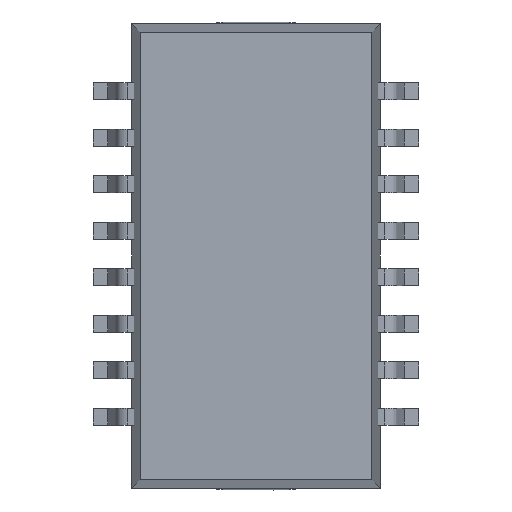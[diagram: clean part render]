
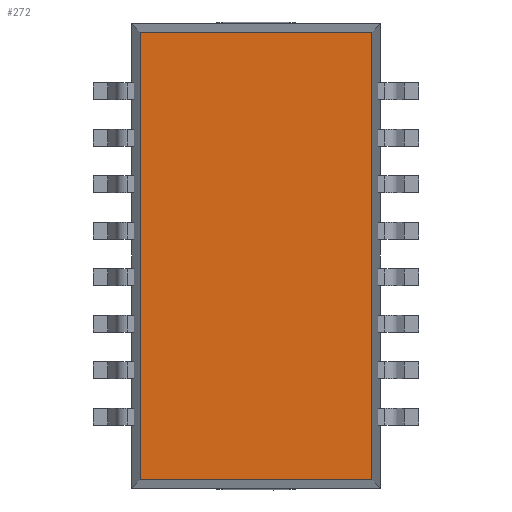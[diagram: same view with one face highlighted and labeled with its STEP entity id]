
A CAD part, front view. The second image highlights one B-rep face of the part: STEP entity #272.
In plain terms, the highlighted planar face has unit normal (0, -1, 0).
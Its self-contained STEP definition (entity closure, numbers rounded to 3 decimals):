
#92 = LINE ( 'NONE', #1084, #192 ) ;
#98 = CARTESIAN_POINT ( 'NONE',  ( -3.164, -4.5, -6.114 ) ) ;
#149 = LINE ( 'NONE', #1313, #1557 ) ;
#165 = DIRECTION ( 'NONE',  ( -1., 0., 0. ) ) ;
#192 = VECTOR ( 'NONE', #1214, 1000. ) ;
#233 = DIRECTION ( 'NONE',  ( 0., 0., 1. ) ) ;
#259 = EDGE_CURVE ( 'NONE', #1307, #1387, #538, .T. ) ;
#272 = ADVANCED_FACE ( 'NONE', ( #492 ), #1045, .F. ) ;
#436 = VERTEX_POINT ( 'NONE', #98 ) ;
#443 = EDGE_CURVE ( 'NONE', #436, #1307, #92, .T. ) ;
#472 = EDGE_CURVE ( 'NONE', #1387, #1610, #1643, .T. ) ;
#490 = DIRECTION ( 'NONE',  ( 1., 0., 0. ) ) ;
#492 = FACE_OUTER_BOUND ( 'NONE', #1680, .T. ) ;
#505 = VECTOR ( 'NONE', #490, 1000. ) ;
#538 = LINE ( 'NONE', #1039, #505 ) ;
#629 = DIRECTION ( 'NONE',  ( 0., 1., 0. ) ) ;
#668 = CARTESIAN_POINT ( 'NONE',  ( 3.164, -4.5, 0. ) ) ;
#763 = ORIENTED_EDGE ( 'NONE', *, *, #472, .F. ) ;
#897 = ORIENTED_EDGE ( 'NONE', *, *, #1615, .F. ) ;
#950 = DIRECTION ( 'NONE',  ( 0., 0., -1. ) ) ;
#1039 = CARTESIAN_POINT ( 'NONE',  ( 0., -4.5, 6.114 ) ) ;
#1045 = PLANE ( 'NONE',  #1315 ) ;
#1061 = CARTESIAN_POINT ( 'NONE',  ( 3.164, -4.5, -6.114 ) ) ;
#1084 = CARTESIAN_POINT ( 'NONE',  ( -3.164, -4.5, 0. ) ) ;
#1112 = CARTESIAN_POINT ( 'NONE',  ( 3.164, -4.5, 6.114 ) ) ;
#1136 = CARTESIAN_POINT ( 'NONE',  ( -3.164, -4.5, 6.114 ) ) ;
#1138 = ORIENTED_EDGE ( 'NONE', *, *, #259, .F. ) ;
#1214 = DIRECTION ( 'NONE',  ( 0., 0., 1. ) ) ;
#1307 = VERTEX_POINT ( 'NONE', #1136 ) ;
#1313 = CARTESIAN_POINT ( 'NONE',  ( 0., -4.5, -6.114 ) ) ;
#1315 = AXIS2_PLACEMENT_3D ( 'NONE', #1678, #629, #233 ) ;
#1387 = VERTEX_POINT ( 'NONE', #1112 ) ;
#1492 = VECTOR ( 'NONE', #950, 1000. ) ;
#1557 = VECTOR ( 'NONE', #165, 1000. ) ;
#1594 = ORIENTED_EDGE ( 'NONE', *, *, #443, .F. ) ;
#1610 = VERTEX_POINT ( 'NONE', #1061 ) ;
#1615 = EDGE_CURVE ( 'NONE', #1610, #436, #149, .T. ) ;
#1643 = LINE ( 'NONE', #668, #1492 ) ;
#1678 = CARTESIAN_POINT ( 'NONE',  ( 0., -4.5, 0. ) ) ;
#1680 = EDGE_LOOP ( 'NONE', ( #897, #763, #1138, #1594 ) ) ;
